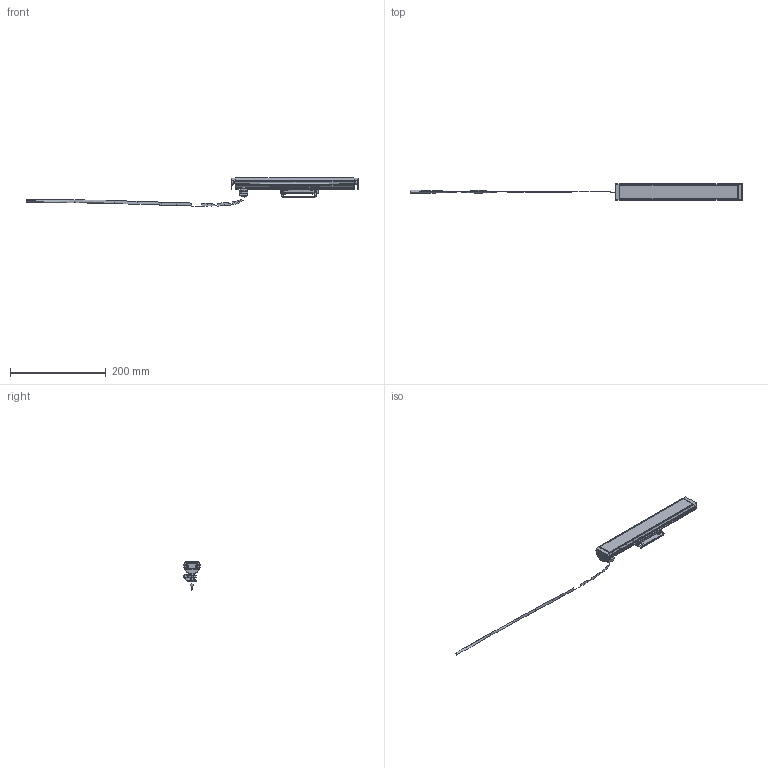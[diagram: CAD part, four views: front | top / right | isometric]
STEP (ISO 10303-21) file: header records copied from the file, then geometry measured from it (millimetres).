
FILE_DESCRIPTION(/* description */ (''),/* implementation_level */ '2;1');
FILE_NAME(/* name */ 'T430000_SPIKE 264mm',/* time_stamp */ '2018-01-26T17:45:41+01:00',/* author */ (''),/* organization */ (''),/* preprocessor_version */ 'ST-DEVELOPER v15',/* originating_system */ '',/* authorisation */ '');
FILE_SCHEMA (('CONFIG_CONTROL_DESIGN'));
Length unit declared in the file: millimetre
Products named in the file (2): Document; Blocco 10
Assembly tree (1 placements, depth 2):
  Document
    Blocco 10
Bounding box: 692.45 x 35 x 59.31 mm (x, y, z)
Volume: 30520.8 mm3; surface area: 98390.4 mm2
Topology: 18 solids, 33 shells, 856 faces, 2236 edges, 1323 vertices
Faces by surface type: bspline 588, plane 268
Entity records: 37007 total; most frequent: CARTESIAN_POINT 24866, ORIENTED_EDGE 4046, EDGE_CURVE 2196, VERTEX_POINT 1312, EDGE_LOOP 887, B_SPLINE_CURVE_WITH_KNOTS 886, ADVANCED_FACE 853, FACE_OUTER_BOUND 853
